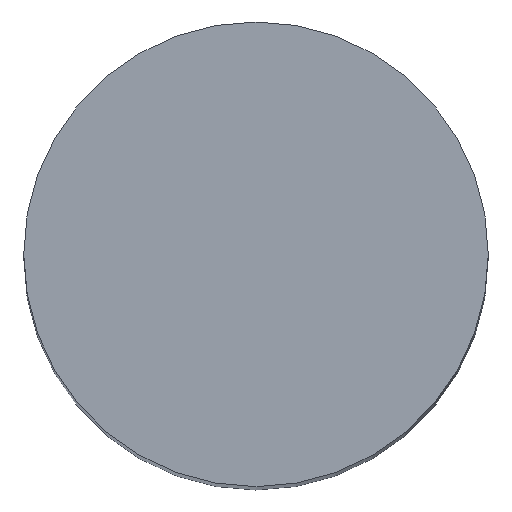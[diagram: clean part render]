
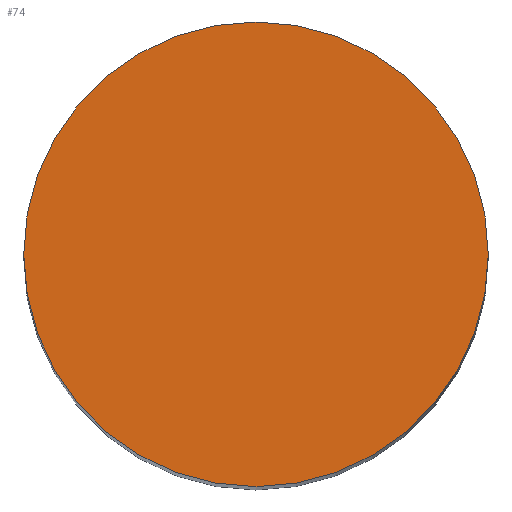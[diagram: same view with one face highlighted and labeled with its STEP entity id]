
A CAD part, top view. The second image highlights one B-rep face of the part: STEP entity #74.
In plain terms, the highlighted planar face has unit normal (0, 0, 1).
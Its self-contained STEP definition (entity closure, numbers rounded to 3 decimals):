
#19 = DIRECTION ( 'NONE',  ( 1., 0., 0. ) ) ;
#20 = ORIENTED_EDGE ( 'NONE', *, *, #60, .T. ) ;
#29 = EDGE_CURVE ( 'NONE', #155, #167, #45, .T. ) ;
#45 = CIRCLE ( 'NONE', #76, 2.4 ) ;
#46 = AXIS2_PLACEMENT_3D ( 'NONE', #72, #49, #71 ) ;
#49 = DIRECTION ( 'NONE',  ( 0., 0., 1. ) ) ;
#51 = CIRCLE ( 'NONE', #124, 2.4 ) ;
#55 = DIRECTION ( 'NONE',  ( 1., 0., 0. ) ) ;
#59 = CARTESIAN_POINT ( 'NONE',  ( 0., 0., 10. ) ) ;
#60 = EDGE_CURVE ( 'NONE', #167, #155, #51, .T. ) ;
#71 = DIRECTION ( 'NONE',  ( 1., 0., 0. ) ) ;
#72 = CARTESIAN_POINT ( 'NONE',  ( 0., 0., 10. ) ) ;
#74 = ADVANCED_FACE ( 'NONE', ( #147 ), #110, .T. ) ;
#76 = AXIS2_PLACEMENT_3D ( 'NONE', #142, #141, #19 ) ;
#83 = EDGE_LOOP ( 'NONE', ( #20, #172 ) ) ;
#91 = CARTESIAN_POINT ( 'NONE',  ( 2.4, 0., 10. ) ) ;
#103 = CARTESIAN_POINT ( 'NONE',  ( -2.4, 0., 10. ) ) ;
#110 = PLANE ( 'NONE',  #46 ) ;
#114 = DIRECTION ( 'NONE',  ( 0., 0., 1. ) ) ;
#124 = AXIS2_PLACEMENT_3D ( 'NONE', #59, #114, #55 ) ;
#141 = DIRECTION ( 'NONE',  ( 0., 0., 1. ) ) ;
#142 = CARTESIAN_POINT ( 'NONE',  ( 0., 0., 10. ) ) ;
#147 = FACE_OUTER_BOUND ( 'NONE', #83, .T. ) ;
#155 = VERTEX_POINT ( 'NONE', #91 ) ;
#167 = VERTEX_POINT ( 'NONE', #103 ) ;
#172 = ORIENTED_EDGE ( 'NONE', *, *, #29, .T. ) ;
